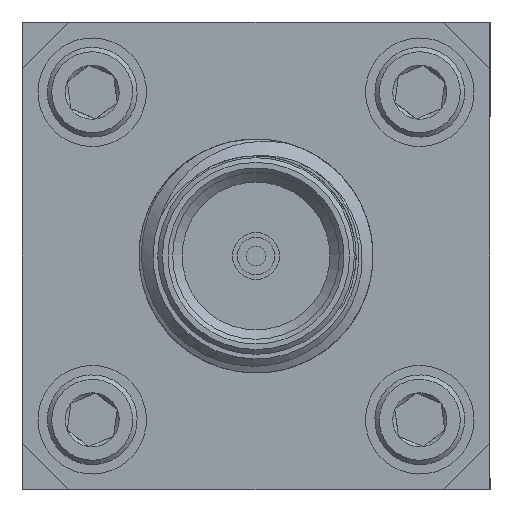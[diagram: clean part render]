
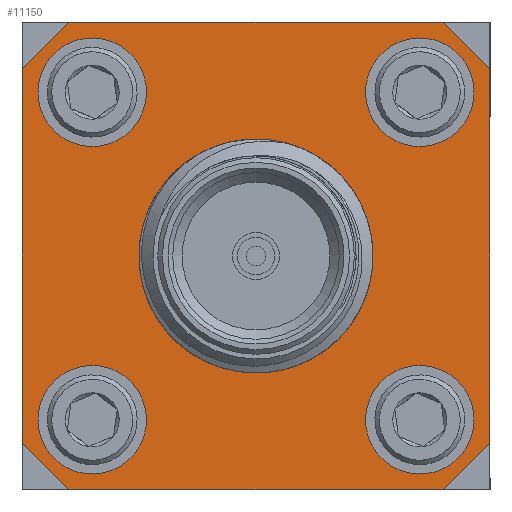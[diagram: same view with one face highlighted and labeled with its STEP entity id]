
A CAD part, left-side view. The second image highlights one B-rep face of the part: STEP entity #11150.
In plain terms, the highlighted planar face has unit normal (-1, 0, 0).
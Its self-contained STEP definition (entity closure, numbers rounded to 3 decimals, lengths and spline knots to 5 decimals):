
#118 = VECTOR ( 'NONE', #25774, 39.37008 ) ;
#130 = VERTEX_POINT ( 'NONE', #35480 ) ;
#288 = CARTESIAN_POINT ( 'NONE',  ( -0.87, -0.2, 0.25 ) ) ;
#672 = ORIENTED_EDGE ( 'NONE', *, *, #27077, .T. ) ;
#1250 = DIRECTION ( 'NONE',  ( 1., 0., 0. ) ) ;
#2094 = EDGE_CURVE ( 'NONE', #33092, #11979, #24935, .T. ) ;
#2578 = CIRCLE ( 'NONE', #10005, 0.115 ) ;
#3286 = EDGE_LOOP ( 'NONE', ( #16662, #5168, #24802, #672, #20038, #19375, #4556, #17119 ) ) ;
#3473 = VERTEX_POINT ( 'NONE', #35719 ) ;
#3796 = EDGE_CURVE ( 'NONE', #16991, #4409, #26276, .T. ) ;
#3977 = FACE_BOUND ( 'NONE', #34225, .T. ) ;
#4283 = ORIENTED_EDGE ( 'NONE', *, *, #27713, .T. ) ;
#4291 = DIRECTION ( 'NONE',  ( 1., 0., 0. ) ) ;
#4409 = VERTEX_POINT ( 'NONE', #9768 ) ;
#4442 = AXIS2_PLACEMENT_3D ( 'NONE', #12826, #18468, #27399 ) ;
#4444 = DIRECTION ( 'NONE',  ( 0., -0.707, -0.707 ) ) ;
#4556 = ORIENTED_EDGE ( 'NONE', *, *, #3796, .T. ) ;
#4570 = EDGE_CURVE ( 'NONE', #11979, #16991, #12881, .T. ) ;
#4846 = EDGE_CURVE ( 'NONE', #29600, #29647, #20447, .T. ) ;
#5168 = ORIENTED_EDGE ( 'NONE', *, *, #10933, .T. ) ;
#5798 = DIRECTION ( 'NONE',  ( 1., 0., 0. ) ) ;
#6306 = EDGE_CURVE ( 'NONE', #3473, #3473, #13129, .T. ) ;
#6913 = CARTESIAN_POINT ( 'NONE',  ( -0.87, 0.175, 0.175 ) ) ;
#7292 = CARTESIAN_POINT ( 'NONE',  ( -0.87, 0.19722, 0.12142 ) ) ;
#7802 = CIRCLE ( 'NONE', #33267, 0.058 ) ;
#7807 = DIRECTION ( 'NONE',  ( 0., 0.383, -0.924 ) ) ;
#8129 = CARTESIAN_POINT ( 'NONE',  ( -0.87, 0.2, 0.25 ) ) ;
#9431 = DIRECTION ( 'NONE',  ( 0., -0.383, 0.924 ) ) ;
#9481 = ORIENTED_EDGE ( 'NONE', *, *, #37686, .F. ) ;
#9768 = CARTESIAN_POINT ( 'NONE',  ( -0.87, 0.25, -0.2 ) ) ;
#10005 = AXIS2_PLACEMENT_3D ( 'NONE', #28400, #5798, #31116 ) ;
#10184 = VERTEX_POINT ( 'NONE', #7292 ) ;
#10487 = EDGE_CURVE ( 'NONE', #4409, #28382, #31067, .T. ) ;
#10933 = EDGE_CURVE ( 'NONE', #15149, #29600, #28497, .T. ) ;
#11150 = ADVANCED_FACE ( 'NONE', ( #22053, #25153, #30795, #30606, #3977, #18938 ), #27878, .F. ) ;
#11194 = CARTESIAN_POINT ( 'NONE',  ( -0.87, -0.19722, -0.12142 ) ) ;
#11447 = CARTESIAN_POINT ( 'NONE',  ( -0.87, -0.25, -0.25 ) ) ;
#11566 = VECTOR ( 'NONE', #16704, 39.37008 ) ;
#11726 = CARTESIAN_POINT ( 'NONE',  ( -0.87, -0.25, -0.2 ) ) ;
#11979 = VERTEX_POINT ( 'NONE', #8129 ) ;
#12701 = EDGE_LOOP ( 'NONE', ( #4283 ) ) ;
#12826 = CARTESIAN_POINT ( 'NONE',  ( -0.87, 0.175, -0.175 ) ) ;
#12881 = LINE ( 'NONE', #36188, #18952 ) ;
#12920 = DIRECTION ( 'NONE',  ( 0., 1., 0. ) ) ;
#13129 = CIRCLE ( 'NONE', #4442, 0.058 ) ;
#13447 = CARTESIAN_POINT ( 'NONE',  ( -0.87, -0.25, 0.25 ) ) ;
#14032 = CARTESIAN_POINT ( 'NONE',  ( -0.87, 0.25, -0.25 ) ) ;
#14496 = VERTEX_POINT ( 'NONE', #11194 ) ;
#14997 = ORIENTED_EDGE ( 'NONE', *, *, #19624, .T. ) ;
#15080 = DIRECTION ( 'NONE',  ( 0., 0.707, -0.707 ) ) ;
#15149 = VERTEX_POINT ( 'NONE', #36038 ) ;
#15160 = VECTOR ( 'NONE', #15805, 39.37008 ) ;
#15318 = VECTOR ( 'NONE', #4444, 39.37008 ) ;
#15435 = CARTESIAN_POINT ( 'NONE',  ( -0.87, -0.25, 0.2 ) ) ;
#15805 = DIRECTION ( 'NONE',  ( 0., 1., 0. ) ) ;
#16045 = EDGE_LOOP ( 'NONE', ( #9481 ) ) ;
#16357 = CARTESIAN_POINT ( 'NONE',  ( -0.87, 0.25, 0.2 ) ) ;
#16662 = ORIENTED_EDGE ( 'NONE', *, *, #26041, .T. ) ;
#16704 = DIRECTION ( 'NONE',  ( 0., -1., 0. ) ) ;
#16841 = AXIS2_PLACEMENT_3D ( 'NONE', #18174, #21475, #9431 ) ;
#16991 = VERTEX_POINT ( 'NONE', #16357 ) ;
#17119 = ORIENTED_EDGE ( 'NONE', *, *, #10487, .T. ) ;
#17914 = CARTESIAN_POINT ( 'NONE',  ( -0.87, -0.2, 0.25 ) ) ;
#17915 = CARTESIAN_POINT ( 'NONE',  ( -0.87, -0.25, -0.25 ) ) ;
#18174 = CARTESIAN_POINT ( 'NONE',  ( -0.87, -0.175, -0.175 ) ) ;
#18468 = DIRECTION ( 'NONE',  ( 1., 0., 0. ) ) ;
#18938 = FACE_BOUND ( 'NONE', #12701, .T. ) ;
#18952 = VECTOR ( 'NONE', #15080, 39.37008 ) ;
#19375 = ORIENTED_EDGE ( 'NONE', *, *, #4570, .T. ) ;
#19551 = CARTESIAN_POINT ( 'NONE',  ( -0.87, -0.25, -0.2 ) ) ;
#19624 = EDGE_CURVE ( 'NONE', #28508, #28508, #2578, .T. ) ;
#20038 = ORIENTED_EDGE ( 'NONE', *, *, #2094, .T. ) ;
#20090 = EDGE_CURVE ( 'NONE', #14496, #14496, #33609, .T. ) ;
#20204 = AXIS2_PLACEMENT_3D ( 'NONE', #37486, #4291, #28577 ) ;
#20447 = LINE ( 'NONE', #17915, #23151 ) ;
#20836 = DIRECTION ( 'NONE',  ( 0., 0., 1. ) ) ;
#21475 = DIRECTION ( 'NONE',  ( -1., 0., 0. ) ) ;
#22053 = FACE_OUTER_BOUND ( 'NONE', #3286, .T. ) ;
#22234 = CARTESIAN_POINT ( 'NONE',  ( -0.87, 0.2, -0.25 ) ) ;
#22588 = DIRECTION ( 'NONE',  ( 0., 0., -1. ) ) ;
#22792 = VECTOR ( 'NONE', #23798, 39.37008 ) ;
#23151 = VECTOR ( 'NONE', #20836, 39.37008 ) ;
#23798 = DIRECTION ( 'NONE',  ( 0., 0.707, 0.707 ) ) ;
#24802 = ORIENTED_EDGE ( 'NONE', *, *, #4846, .T. ) ;
#24935 = LINE ( 'NONE', #13447, #15160 ) ;
#25153 = FACE_BOUND ( 'NONE', #16045, .T. ) ;
#25774 = DIRECTION ( 'NONE',  ( 0., -0.707, 0.707 ) ) ;
#26041 = EDGE_CURVE ( 'NONE', #28382, #15149, #28761, .T. ) ;
#26276 = LINE ( 'NONE', #14032, #29497 ) ;
#27077 = EDGE_CURVE ( 'NONE', #29647, #33092, #29239, .T. ) ;
#27399 = DIRECTION ( 'NONE',  ( 0., 0.383, 0.924 ) ) ;
#27713 = EDGE_CURVE ( 'NONE', #130, #130, #29530, .T. ) ;
#27878 = PLANE ( 'NONE',  #37328 ) ;
#28067 = CARTESIAN_POINT ( 'NONE',  ( -0.87, 0., 0. ) ) ;
#28382 = VERTEX_POINT ( 'NONE', #22234 ) ;
#28400 = CARTESIAN_POINT ( 'NONE',  ( -0.87, 0., 0. ) ) ;
#28497 = LINE ( 'NONE', #19551, #118 ) ;
#28508 = VERTEX_POINT ( 'NONE', #34903 ) ;
#28577 = DIRECTION ( 'NONE',  ( 0., -0.383, -0.924 ) ) ;
#28761 = LINE ( 'NONE', #11447, #11566 ) ;
#29239 = LINE ( 'NONE', #288, #22792 ) ;
#29497 = VECTOR ( 'NONE', #22588, 39.37008 ) ;
#29530 = CIRCLE ( 'NONE', #20204, 0.058 ) ;
#29600 = VERTEX_POINT ( 'NONE', #11726 ) ;
#29647 = VERTEX_POINT ( 'NONE', #15435 ) ;
#30117 = ORIENTED_EDGE ( 'NONE', *, *, #6306, .T. ) ;
#30606 = FACE_BOUND ( 'NONE', #31749, .T. ) ;
#30795 = FACE_BOUND ( 'NONE', #31699, .T. ) ;
#31067 = LINE ( 'NONE', #36521, #15318 ) ;
#31116 = DIRECTION ( 'NONE',  ( 0., 0., -1. ) ) ;
#31699 = EDGE_LOOP ( 'NONE', ( #14997 ) ) ;
#31749 = EDGE_LOOP ( 'NONE', ( #30117 ) ) ;
#33092 = VERTEX_POINT ( 'NONE', #17914 ) ;
#33267 = AXIS2_PLACEMENT_3D ( 'NONE', #6913, #36619, #7807 ) ;
#33609 = CIRCLE ( 'NONE', #16841, 0.058 ) ;
#34225 = EDGE_LOOP ( 'NONE', ( #37575 ) ) ;
#34903 = CARTESIAN_POINT ( 'NONE',  ( -0.87, 0., -0.115 ) ) ;
#35480 = CARTESIAN_POINT ( 'NONE',  ( -0.87, -0.19722, 0.12142 ) ) ;
#35719 = CARTESIAN_POINT ( 'NONE',  ( -0.87, 0.19722, -0.12142 ) ) ;
#36038 = CARTESIAN_POINT ( 'NONE',  ( -0.87, -0.2, -0.25 ) ) ;
#36188 = CARTESIAN_POINT ( 'NONE',  ( -0.87, 0.25, 0.2 ) ) ;
#36521 = CARTESIAN_POINT ( 'NONE',  ( -0.87, 0.2, -0.25 ) ) ;
#36619 = DIRECTION ( 'NONE',  ( -1., 0., 0. ) ) ;
#37328 = AXIS2_PLACEMENT_3D ( 'NONE', #28067, #1250, #12920 ) ;
#37486 = CARTESIAN_POINT ( 'NONE',  ( -0.87, -0.175, 0.175 ) ) ;
#37575 = ORIENTED_EDGE ( 'NONE', *, *, #20090, .F. ) ;
#37686 = EDGE_CURVE ( 'NONE', #10184, #10184, #7802, .T. ) ;
